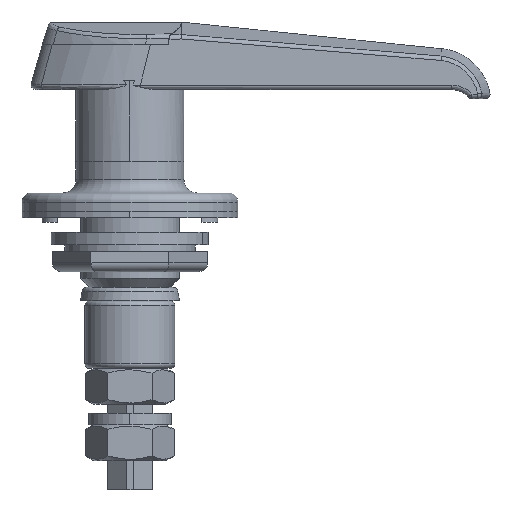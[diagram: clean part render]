
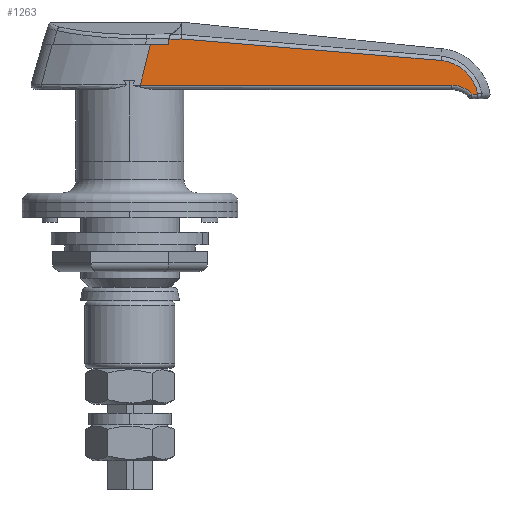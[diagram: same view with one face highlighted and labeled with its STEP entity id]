
A CAD part, left-side view. The second image highlights one B-rep face of the part: STEP entity #1263.
In plain terms, the highlighted planar face has unit normal (-0.997, -0.073, 0).
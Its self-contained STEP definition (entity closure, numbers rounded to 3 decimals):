
#630 = VERTEX_POINT ( 'NONE', #3666 ) ;
#991 = VERTEX_POINT ( 'NONE', #4446 ) ;
#993 = EDGE_CURVE ( 'NONE', #1026, #991, #4445, .T. ) ;
#1026 = VERTEX_POINT ( 'NONE', #4571 ) ;
#1028 = EDGE_CURVE ( 'NONE', #1026, #1029, #4573, .T. ) ;
#1029 = VERTEX_POINT ( 'NONE', #4563 ) ;
#1242 = ORIENTED_EDGE ( 'NONE', *, *, #1243, .T. ) ;
#1243 = EDGE_CURVE ( 'NONE', #630, #1244, #5294, .T. ) ;
#1244 = VERTEX_POINT ( 'NONE', #5293 ) ;
#1245 = ORIENTED_EDGE ( 'NONE', *, *, #1246, .T. ) ;
#1246 = EDGE_CURVE ( 'NONE', #1244, #1029, #5295, .T. ) ;
#1247 = ORIENTED_EDGE ( 'NONE', *, *, #1028, .F. ) ;
#1248 = ORIENTED_EDGE ( 'NONE', *, *, #993, .T. ) ;
#1249 = ORIENTED_EDGE ( 'NONE', *, *, #1250, .T. ) ;
#1250 = EDGE_CURVE ( 'NONE', #991, #1251, #5283, .T. ) ;
#1251 = VERTEX_POINT ( 'NONE', #5285 ) ;
#1252 = ORIENTED_EDGE ( 'NONE', *, *, #1253, .T. ) ;
#1253 = EDGE_CURVE ( 'NONE', #1251, #1254, #5284, .T. ) ;
#1254 = VERTEX_POINT ( 'NONE', #5275 ) ;
#1263 = ADVANCED_FACE ( 'NONE', ( #5325 ), #5297, .F. ) ;
#1264 = EDGE_LOOP ( 'NONE', ( #1265, #1242, #1245, #1247, #1248, #1249, #1252, #1318, #1321 ) ) ;
#1265 = ORIENTED_EDGE ( 'NONE', *, *, #1266, .T. ) ;
#1266 = EDGE_CURVE ( 'NONE', #1267, #630, #5362, .T. ) ;
#1267 = VERTEX_POINT ( 'NONE', #5337 ) ;
#1318 = ORIENTED_EDGE ( 'NONE', *, *, #1319, .T. ) ;
#1319 = EDGE_CURVE ( 'NONE', #1254, #1320, #5488, .T. ) ;
#1320 = VERTEX_POINT ( 'NONE', #5490 ) ;
#1321 = ORIENTED_EDGE ( 'NONE', *, *, #1322, .T. ) ;
#1322 = EDGE_CURVE ( 'NONE', #1320, #1267, #5489, .T. ) ;
#3666 = CARTESIAN_POINT ( 'NONE',  ( -11.437, -8.68, 11.203 ) ) ;
#4442 = DIRECTION ( 'NONE',  ( 0.073, -0.997, 0. ) ) ;
#4443 = VECTOR ( 'NONE', #4442, 1000. ) ;
#4444 = CARTESIAN_POINT ( 'NONE',  ( -6.852, -71.5, 1. ) ) ;
#4445 = LINE ( 'NONE', #4444, #4443 ) ;
#4446 = CARTESIAN_POINT ( 'NONE',  ( -6.847, -71.573, 1. ) ) ;
#4563 = CARTESIAN_POINT ( 'NONE',  ( -11.741, -4.518, 10. ) ) ;
#4564 = DIRECTION ( 'NONE',  ( 0.017, -0.239, 0.971 ) ) ;
#4565 = VECTOR ( 'NONE', #4564, 1000. ) ;
#4566 = CARTESIAN_POINT ( 'NONE',  ( -11.786, -3.903, 7.5 ) ) ;
#4571 = CARTESIAN_POINT ( 'NONE',  ( -11.902, -2.304, 1. ) ) ;
#4573 = LINE ( 'NONE', #4566, #4565 ) ;
#5275 = CARTESIAN_POINT ( 'NONE',  ( -6.425, -77.352, -1. ) ) ;
#5276 = DIRECTION ( 'NONE',  ( 0.073, -0.997, 0. ) ) ;
#5277 = VECTOR ( 'NONE', #5276, 1000. ) ;
#5278 = CARTESIAN_POINT ( 'NONE',  ( -5.94, -84., -1. ) ) ;
#5279 = CARTESIAN_POINT ( 'NONE',  ( -6.52, -76.045, -1. ) ) ;
#5280 = CARTESIAN_POINT ( 'NONE',  ( -6.605, -74.889, 0.292 ) ) ;
#5281 = CARTESIAN_POINT ( 'NONE',  ( -6.72, -73.306, 1. ) ) ;
#5282 = CARTESIAN_POINT ( 'NONE',  ( -6.847, -71.573, 1. ) ) ;
#5283 =( BOUNDED_CURVE ( )  B_SPLINE_CURVE ( 3, ( #5282, #5281, #5280, #5279 ),
 .UNSPECIFIED., .F., .T. ) 
 B_SPLINE_CURVE_WITH_KNOTS ( ( 4, 4 ),
 ( 1.571, 2.412 ),
 .UNSPECIFIED. ) 
 CURVE ( )  GEOMETRIC_REPRESENTATION_ITEM ( )  RATIONAL_B_SPLINE_CURVE ( ( 1., 0.942, 0.942, 1. ) ) 
 REPRESENTATION_ITEM ( '' )  );
#5284 = LINE ( 'NONE', #5278, #5277 ) ;
#5285 = CARTESIAN_POINT ( 'NONE',  ( -6.52, -76.045, -1. ) ) ;
#5286 = DIRECTION ( 'NONE',  ( -0.073, 0.997, 0. ) ) ;
#5287 = VECTOR ( 'NONE', #5286, 1000. ) ;
#5288 = CARTESIAN_POINT ( 'NONE',  ( -5.94, -84., 10. ) ) ;
#5289 = CARTESIAN_POINT ( 'NONE',  ( -11.441, -8.624, 10. ) ) ;
#5290 = CARTESIAN_POINT ( 'NONE',  ( -11.44, -8.643, 10.401 ) ) ;
#5291 = CARTESIAN_POINT ( 'NONE',  ( -11.438, -8.662, 10.802 ) ) ;
#5292 = CARTESIAN_POINT ( 'NONE',  ( -11.437, -8.68, 11.203 ) ) ;
#5293 = CARTESIAN_POINT ( 'NONE',  ( -11.441, -8.624, 10. ) ) ;
#5294 = B_SPLINE_CURVE_WITH_KNOTS ( 'NONE', 3,
 ( #5292, #5291, #5290, #5289 ),
 .UNSPECIFIED., .F., .F.,
 ( 4, 4 ),
 ( 0., 0.001 ),
 .UNSPECIFIED. ) ;
#5295 = LINE ( 'NONE', #5288, #5287 ) ;
#5297 = PLANE ( 'NONE',  #5366 ) ;
#5325 = FACE_OUTER_BOUND ( 'NONE', #1264, .T. ) ;
#5337 = CARTESIAN_POINT ( 'NONE',  ( -11.24, -11.382, 11.256 ) ) ;
#5338 = DIRECTION ( 'NONE',  ( -0.073, 0.997, -0.02 ) ) ;
#5339 = VECTOR ( 'NONE', #5338, 1000. ) ;
#5340 = CARTESIAN_POINT ( 'NONE',  ( -5.937, -84.045, 12.677 ) ) ;
#5362 = LINE ( 'NONE', #5340, #5339 ) ;
#5363 = DIRECTION ( 'NONE',  ( -0.073, 0.997, 0. ) ) ;
#5364 = DIRECTION ( 'NONE',  ( 0.997, 0.073, 0. ) ) ;
#5365 = CARTESIAN_POINT ( 'NONE',  ( -5.94, -84., 15. ) ) ;
#5366 = AXIS2_PLACEMENT_3D ( 'NONE', #5365, #5364, #5363 ) ;
#5461 = CARTESIAN_POINT ( 'NONE',  ( -7.021, -69.183, 6.48 ) ) ;
#5462 = CARTESIAN_POINT ( 'NONE',  ( -6.985, -69.679, 6.435 ) ) ;
#5463 = CARTESIAN_POINT ( 'NONE',  ( -6.95, -70.163, 6.347 ) ) ;
#5464 = CARTESIAN_POINT ( 'NONE',  ( -6.881, -71.11, 6.092 ) ) ;
#5465 = CARTESIAN_POINT ( 'NONE',  ( -6.847, -71.572, 5.926 ) ) ;
#5466 = CARTESIAN_POINT ( 'NONE',  ( -6.797, -72.25, 5.616 ) ) ;
#5467 = CARTESIAN_POINT ( 'NONE',  ( -6.781, -72.472, 5.503 ) ) ;
#5468 = CARTESIAN_POINT ( 'NONE',  ( -6.75, -72.902, 5.261 ) ) ;
#5469 = CARTESIAN_POINT ( 'NONE',  ( -6.735, -73.111, 5.132 ) ) ;
#5470 = CARTESIAN_POINT ( 'NONE',  ( -6.69, -73.72, 4.721 ) ) ;
#5471 = CARTESIAN_POINT ( 'NONE',  ( -6.662, -74.104, 4.415 ) ) ;
#5472 = CARTESIAN_POINT ( 'NONE',  ( -6.609, -74.828, 3.743 ) ) ;
#5473 = CARTESIAN_POINT ( 'NONE',  ( -6.584, -75.168, 3.376 ) ) ;
#5474 = CARTESIAN_POINT ( 'NONE',  ( -6.54, -75.783, 2.605 ) ) ;
#5475 = CARTESIAN_POINT ( 'NONE',  ( -6.519, -76.061, 2.198 ) ) ;
#5476 = CARTESIAN_POINT ( 'NONE',  ( -6.483, -76.556, 1.34 ) ) ;
#5477 = CARTESIAN_POINT ( 'NONE',  ( -6.467, -76.772, 0.889 ) ) ;
#5478 = CARTESIAN_POINT ( 'NONE',  ( -6.442, -77.123, -0.034 ) ) ;
#5483 = DIRECTION ( 'NONE',  ( -0.073, 0.994, 0.082 ) ) ;
#5484 = VECTOR ( 'NONE', #5483, 1000. ) ;
#5485 = CARTESIAN_POINT ( 'NONE',  ( -5.998, -83.205, 5.321 ) ) ;
#5486 = CARTESIAN_POINT ( 'NONE',  ( -6.432, -77.26, -0.509 ) ) ;
#5487 = CARTESIAN_POINT ( 'NONE',  ( -6.425, -77.352, -1. ) ) ;
#5488 = B_SPLINE_CURVE_WITH_KNOTS ( 'NONE', 3,
 ( #5487, #5486, #5478, #5477, #5476, #5475, #5474, #5473, #5472, #5471, #5470, #5469, #5468, #5467, #5466, #5465, #5464, #5463, #5462, #5461 ),
 .UNSPECIFIED., .F., .F.,
 ( 4, 2, 2, 2, 2, 2, 2, 2, 2, 4 ),
 ( 0., 0.001, 0.003, 0.004, 0.006, 0.007, 0.008, 0.009, 0.01, 0.012 ),
 .UNSPECIFIED. ) ;
#5489 = LINE ( 'NONE', #5485, #5484 ) ;
#5490 = CARTESIAN_POINT ( 'NONE',  ( -7.021, -69.183, 6.48 ) ) ;
